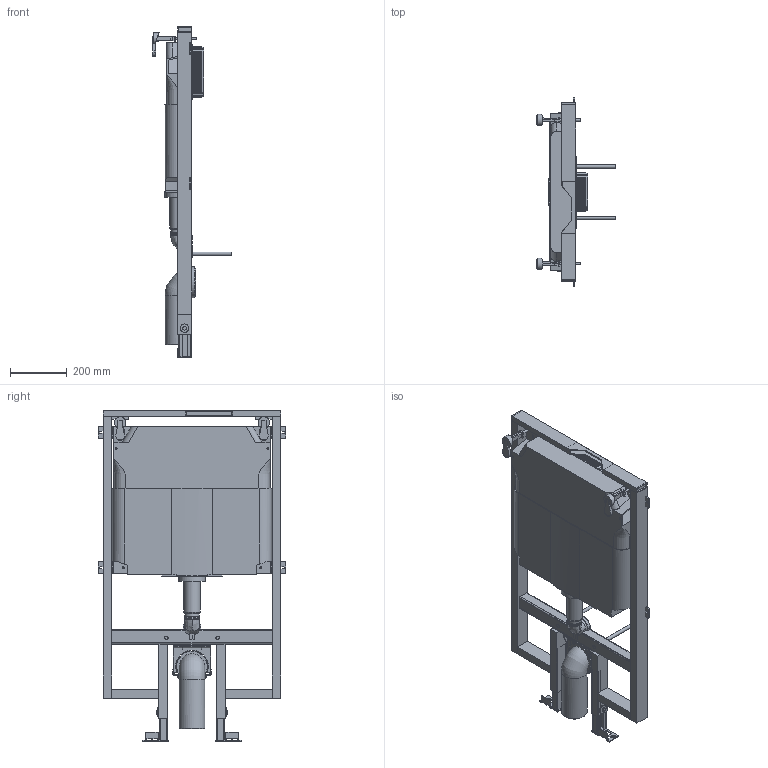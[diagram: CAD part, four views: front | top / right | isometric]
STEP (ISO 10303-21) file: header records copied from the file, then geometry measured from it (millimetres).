
FILE_DESCRIPTION(/* description */ ('Unknown'),/* implementation_level */ '2;1');
FILE_NAME(/* name */ '38994000',/* time_stamp */ '2022-09-07T07:11:53+02:00',/* author */ ('Unknown'),/* organization */ ('GROHE AG'),/* preprocessor_version */ 'ST-DEVELOPER v16.7',/* originating_system */ 'DEX',/* authorisation */ $);
FILE_SCHEMA (('AUTOMOTIVE_DESIGN {1 0 10303 214 3 1 1}'));
Length unit declared in the file: millimetre
Products named in the file (6): 38994000; 38994000_0; 38994000_1; 38994000_2; id149
Assembly tree (5 placements, depth 2):
  38994000
    38994000
    38994000_0
    38994000_1
    38994000_2
    id149
Bounding box: 278.2 x 660 x 1162.4 mm (x, y, z)
Volume: 823715 mm3; surface area: 2226001.2 mm2
Topology: 4 solids, 55 shells, 1174 faces, 3970 edges, 2748 vertices
Faces by surface type: plane 752, cylinder 194, torus 102, cone 83, bspline 41, sphere 2
Full cylindrical faces by diameter (mm): 7 x4, 8 x2, 10 x2, 12 x2, 23 x4, 30 x2, 50 x1, 54 x1, 57 x1, 63 x1, 90 x1, 94 x1, 100 x2, 107 x1, 110 x1
Entity records: 45261 total; most frequent: CARTESIAN_POINT 10921, DIRECTION 6934, ORIENTED_EDGE 6530, EDGE_CURVE 3913, VERTEX_POINT 2739, LINE 2658, VECTOR 2658, AXIS2_PLACEMENT_3D 2138
